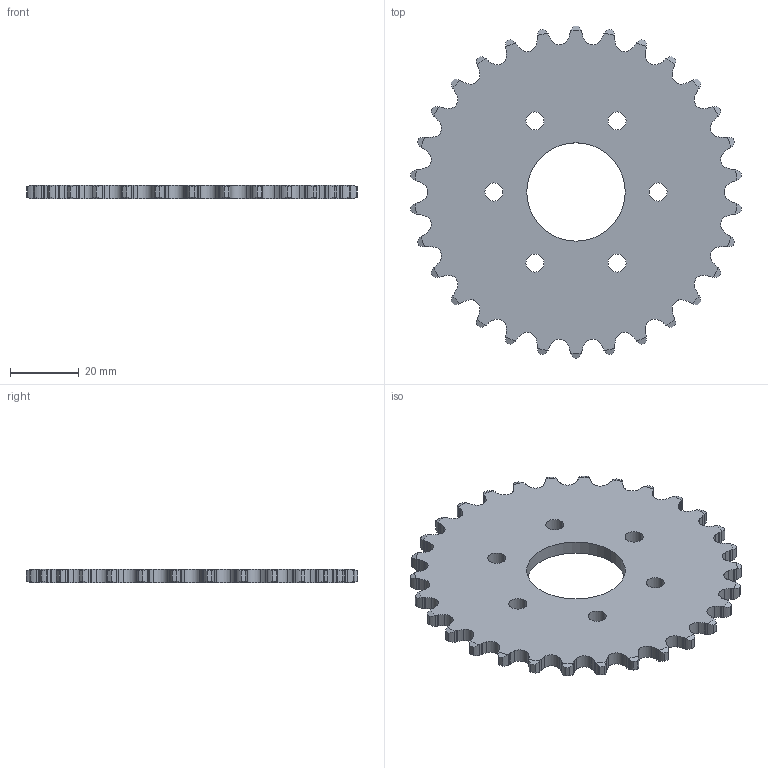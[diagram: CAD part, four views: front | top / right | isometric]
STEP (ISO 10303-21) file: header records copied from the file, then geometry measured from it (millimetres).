
FILE_DESCRIPTION (( 'STEP AP214' ), '1' );
FILE_NAME ('0220 S35-30L Sprocket.STEP', '2018-02-01T14:46:18', ( '' ), ( '' ), 'SwSTEP 2.0', 'SolidWorks 2017', '' );
FILE_SCHEMA (( 'AUTOMOTIVE_DESIGN' ));
Length unit declared in the file: inch
Products named in the file (1): 0220 S35-30L Sprocket
Bounding box: 95.94 x 96.34 x 3.94 mm (x, y, z)
Volume: 22211.2 mm3; surface area: 13784.1 mm2
Topology: 1 solids, 1 shells, 391 faces, 1167 edges, 778 vertices
Faces by surface type: cylinder 209, plane 122, cone 60
Entity records: 13527 total; most frequent: CARTESIAN_POINT 2721, ORIENTED_EDGE 2334, DIRECTION 2293, EDGE_CURVE 1167, AXIS2_PLACEMENT_3D 862, VERTEX_POINT 778, VECTOR 569, LINE 569
